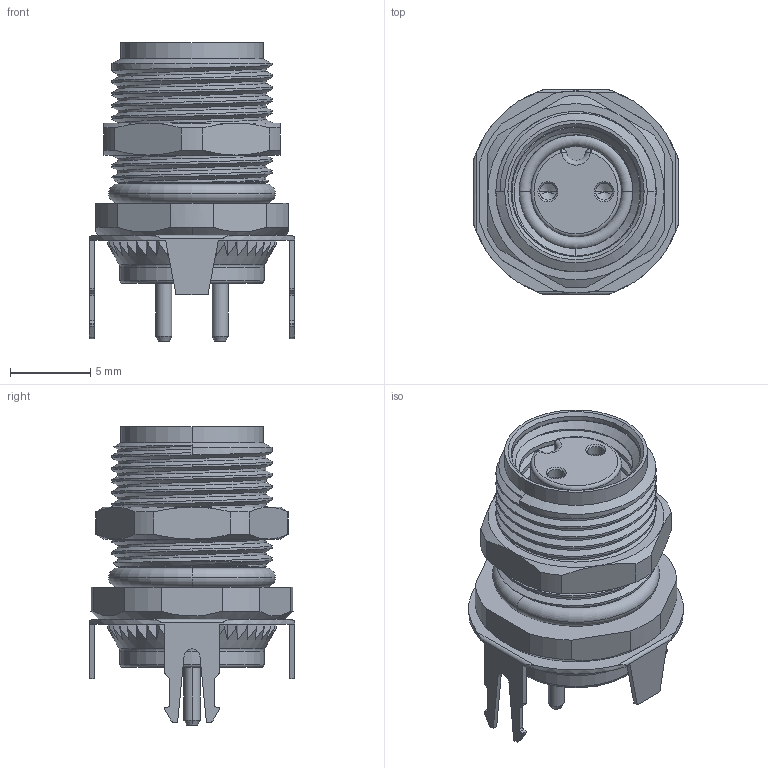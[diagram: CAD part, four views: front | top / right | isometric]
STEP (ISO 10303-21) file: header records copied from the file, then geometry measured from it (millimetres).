
FILE_DESCRIPTION((''),'2;1');
FILE_NAME('3P-K133332_2_A','2025-09-08T',('gongcheng16'),(''),'PRO/ENGINEER BY PARAMETRIC TECHNOLOGY CORPORATION, 2010280','PRO/ENGINEER BY PARAMETRIC TECHNOLOGY CORPORATION, 2010280','');
FILE_SCHEMA(('CONFIG_CONTROL_DESIGN'));
Products named in the file (1): 3P-K133332_2_A
Bounding box: 12.8 x 12.8 x 18.6 mm (x, y, z)
Volume: 260.6 mm3; surface area: 11340.6 mm2
Topology: 1 solids, 79 shells, 1676 faces, 6018 edges, 4369 vertices
Faces by surface type: plane 693, cylinder 561, cone 241, bspline 109, torus 72
Entity records: 105964 total; most frequent: CARTESIAN_POINT 57225, ORIENTED_EDGE 9928, DIRECTION 9414, EDGE_CURVE 6014, VERTEX_POINT 4369, AXIS2_PLACEMENT_3D 3416, VECTOR 2582, LINE 2582
